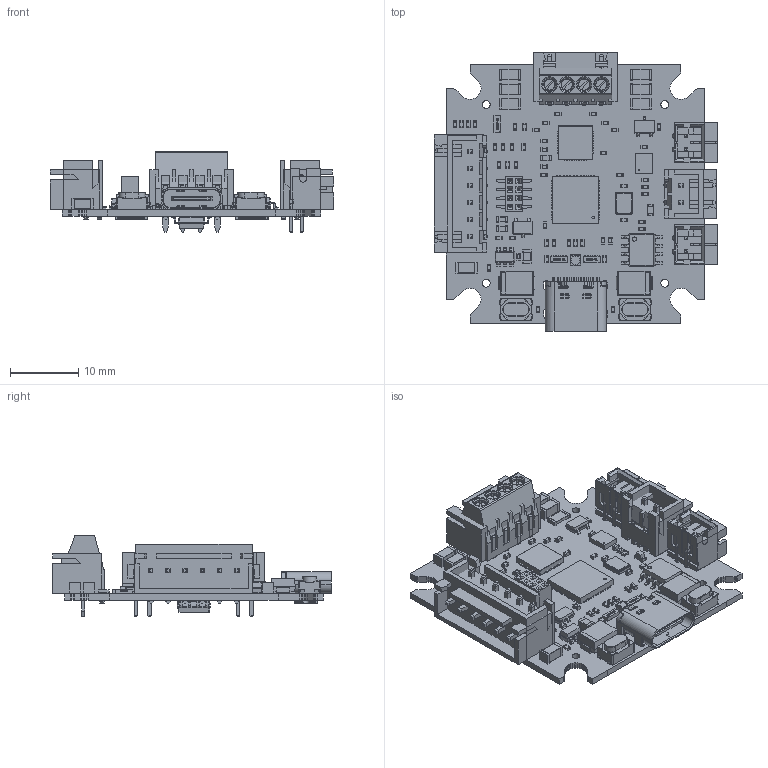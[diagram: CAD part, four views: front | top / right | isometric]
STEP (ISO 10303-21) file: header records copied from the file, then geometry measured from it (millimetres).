
FILE_DESCRIPTION(('KiCad electronic assembly'),'2;1');
FILE_NAME('CLN17-V1-3D.STEP','2023-10-27T20:07:22',('Pcbnew'),('Kicad'), 'Open CASCADE STEP processor 7.6','KiCad to STEP converter','Unknown' );
FILE_SCHEMA(('AUTOMOTIVE_DESIGN { 1 0 10303 214 1 1 1 1 }'));
Length unit declared in the file: millimetre
Products named in the file (63): CLN17-V1-3D 1; DFN2510-10L; COMPOUND; C_0402_1005Metric; SOLID; QFN28; XH-6AW; XH-6A; XH-4AW; KF128-2.54-4P; C_1206_3216Metric; R_0402_1005Metric; QFN-48-1EP_7x7mm_P0.5mm_EP5.6x5.6mm; JST-B2B-PH-K-S; JST-S2B-PH-K-S; LED_0603_1608Metric; D_SMB; SOT-23-6; SOT-23W; Crystal_SMD_3225-4Pin_3.2x2.5mm; SKRPACE010 v4; HRO_TYPE-C-31-M-12; L_0805_2012Metric; R_1206_3216Metric; C_0603_1608Metric; XH-2AW; XH-2A; SOIC-8_3.9x4.9mm_P1.27mm; Bosch_LGA-14_3x2.5mm_P0.5mm; 0606_RGB_LED; PinSocket_2x04_P1.27mm_Vertical_SMD; BSMD1812; PCB
Assembly tree (126 placements, depth 3):
  CLN17-V1-3D 1
    DFN2510-10L  x3
      COMPOUND
    C_0402_1005Metric  x20
      SOLID
    QFN28
      COMPOUND
    XH-6AW
      COMPOUND
    XH-6A
      COMPOUND
    XH-4AW
      COMPOUND
    KF128-2.54-4P
      SOLID
    C_1206_3216Metric  x5
      SOLID
    R_0402_1005Metric  x30
      SOLID
    QFN-48-1EP_7x7mm_P0.5mm_EP5.6x5.6mm
      SOLID
    JST-B2B-PH-K-S  x2
      SOLID
    JST-S2B-PH-K-S  x2
      SOLID
    LED_0603_1608Metric
      SOLID
    D_SMB  x2
      SOLID
    SOT-23-6
      SOLID
    SOT-23W  x2
      SOLID
    Crystal_SMD_3225-4Pin_3.2x2.5mm
      SOLID
    SKRPACE010 v4  x2
      SOLID
    HRO_TYPE-C-31-M-12
      SOLID
      SOLID
      SOLID
      SOLID
    L_0805_2012Metric
      SOLID
    R_1206_3216Metric  x2
      SOLID
    C_0603_1608Metric  x3
      SOLID
    XH-2AW
      COMPOUND
    XH-2A
      COMPOUND
    SOIC-8_3.9x4.9mm_P1.27mm  x2
      SOLID
    Bosch_LGA-14_3x2.5mm_P0.5mm
      SOLID
    0606_RGB_LED
      COMPOUND
    PinSocket_2x04_P1.27mm_Vertical_SMD
      SOLID
Bounding box: 41.61 x 40.93 x 11.9 mm (x, y, z)
Volume: 3504 mm3; surface area: 10216.3 mm2
Topology: 181 solids, 261 shells, 7908 faces, 20299 edges, 13080 vertices
Faces by surface type: plane 5517, cylinder 1362, bspline 869, torus 82, sphere 72, cone 6
Full cylindrical faces by diameter (mm): 0.1 x4, 0.2 x1, 0.3 x39, 0.4 x1, 0.5 x2, 0.6 x2, 0.7 x8, 0.75 x2, 0.8 x8, 1.05 x20, 1.152 x4, 2 x4, 2.1 x8
Entity records: 351898 total; most frequent: CARTESIAN_POINT 82941, DIRECTION 45726, LINE 32812, VECTOR 32812, ORIENTED_EDGE 25588, PCURVE 25588, DEFINITIONAL_REPRESENTATION 25588, EDGE_CURVE 12794
